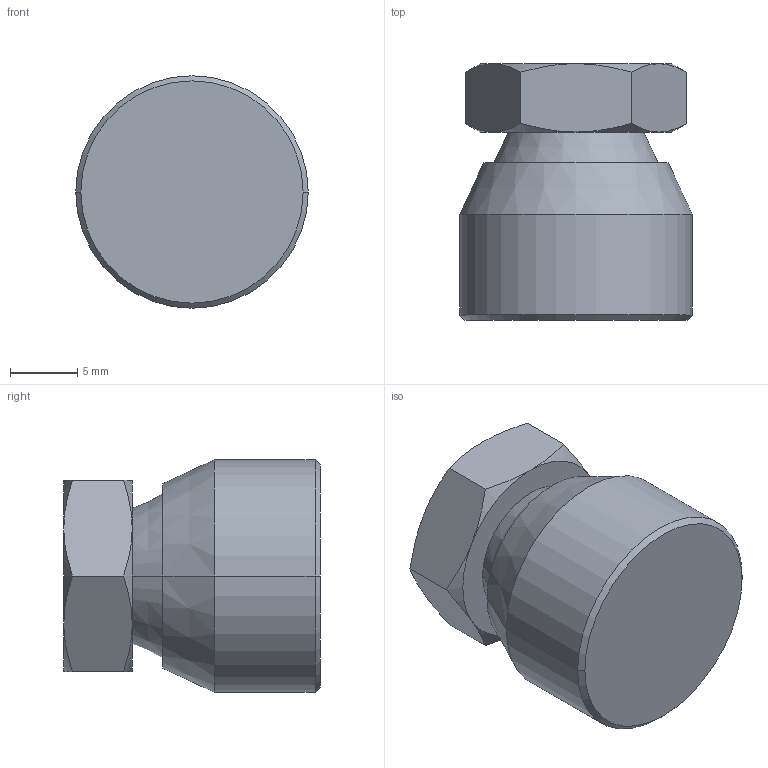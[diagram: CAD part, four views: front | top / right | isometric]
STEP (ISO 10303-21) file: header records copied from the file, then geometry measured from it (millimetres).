
FILE_DESCRIPTION((''),'2;1');
FILE_NAME('ILC66063200','2005-06-28T',('KR'),(''),'PRO/ENGINEER BY PARAMETRIC TECHNOLOGY CORPORATION, 2004290','PRO/ENGINEER BY PARAMETRIC TECHNOLOGY CORPORATION, 2004290','');
FILE_SCHEMA(('AUTOMOTIVE_DESIGN_CC2 { 1 2 10303 214 -1 1 5 2 }'));
Length unit declared in the file: inch
Products named in the file (1): ILC66063200
Bounding box: 17.27 x 19.05 x 17.27 mm (x, y, z)
Volume: 3290.6 mm3; surface area: 1702.3 mm2
Topology: 1 solids, 1 shells, 34 faces, 84 edges, 53 vertices
Faces by surface type: cone 20, plane 10, cylinder 4
Entity records: 1183 total; most frequent: CARTESIAN_POINT 285, ORIENTED_EDGE 164, DIRECTION 154, COLOUR_RGB 105, EDGE_CURVE 82, AXIS2_PLACEMENT_3D 62, VERTEX_POINT 53, EDGE_LOOP 37
